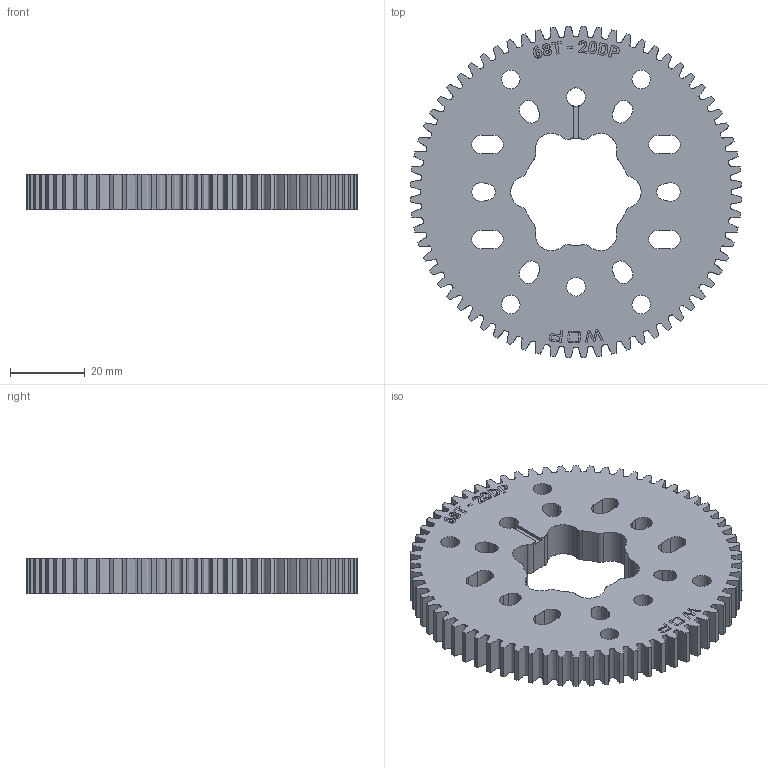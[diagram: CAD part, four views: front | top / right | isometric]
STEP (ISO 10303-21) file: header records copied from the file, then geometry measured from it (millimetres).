
FILE_DESCRIPTION (( 'STEP AP214' ), '1' );
FILE_NAME ('WCP-1208 Rev1.step', '2024-01-05T00:51:08', ( '' ), ( '' ), 'SwSTEP 2.0', 'SolidWorks 2022', '' );
FILE_SCHEMA (( 'AUTOMOTIVE_DESIGN' ));
Length unit declared in the file: metre
Products named in the file (1): WCP-1208 Rev1
Bounding box: 88.85 x 88.85 x 9.53 mm (x, y, z)
Volume: 46055.4 mm3; surface area: 18392 mm2
Topology: 1 solids, 1 shells, 386 faces, 1101 edges, 734 vertices
Faces by surface type: cylinder 143, bspline 122, plane 121
Entity records: 35155 total; most frequent: CARTESIAN_POINT 25528, ORIENTED_EDGE 2202, DIRECTION 1677, EDGE_CURVE 1101, VERTEX_POINT 734, LINE 567, VECTOR 567, AXIS2_PLACEMENT_3D 555
